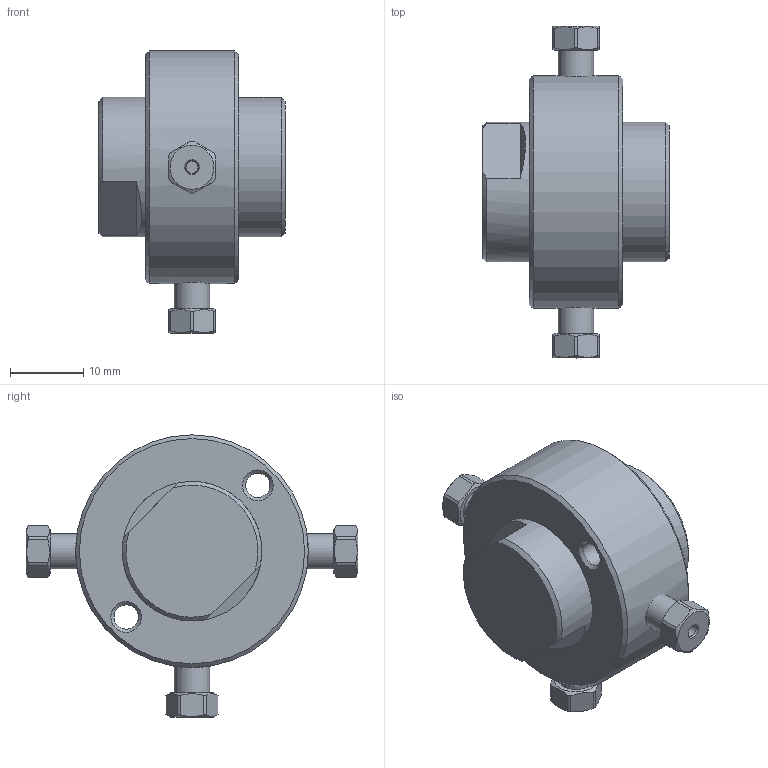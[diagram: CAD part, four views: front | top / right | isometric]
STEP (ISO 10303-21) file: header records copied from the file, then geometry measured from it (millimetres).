
FILE_DESCRIPTION((''),'2;1');
FILE_NAME('305226-FP1Z3M21 Manifold pipe adapter.stp','2013-08-21T15:59:00',('Franzp'),(''),'Autodesk Inventor 2013','Autodesk Inventor 2013','');
FILE_SCHEMA(('AUTOMOTIVE_DESIGN { 1 0 10303 214 1 1 1 1 }'));
Length unit declared in the file: millimetre
Products named in the file (1): 305226_Shrinkwrap_1
Bounding box: 25.4 x 45.29 x 38.52 mm (x, y, z)
Surface area: 4719.5 mm2 (no closed solid volume)
Topology: 0 solids, 8 shells, 86 faces, 223 edges, 150 vertices
Faces by surface type: plane 36, cylinder 30, cone 20
Full cylindrical faces by diameter (mm): 1.727 x3, 3.302 x2, 4.826 x3, 8.433 x1, 19.05 x2, 31.75 x1
Entity records: 2591 total; most frequent: CARTESIAN_POINT 588, DIRECTION 396, ORIENTED_EDGE 339, EDGE_CURVE 179, AXIS2_PLACEMENT_3D 176, VERTEX_POINT 137, EDGE_LOOP 132, CIRCLE 87
